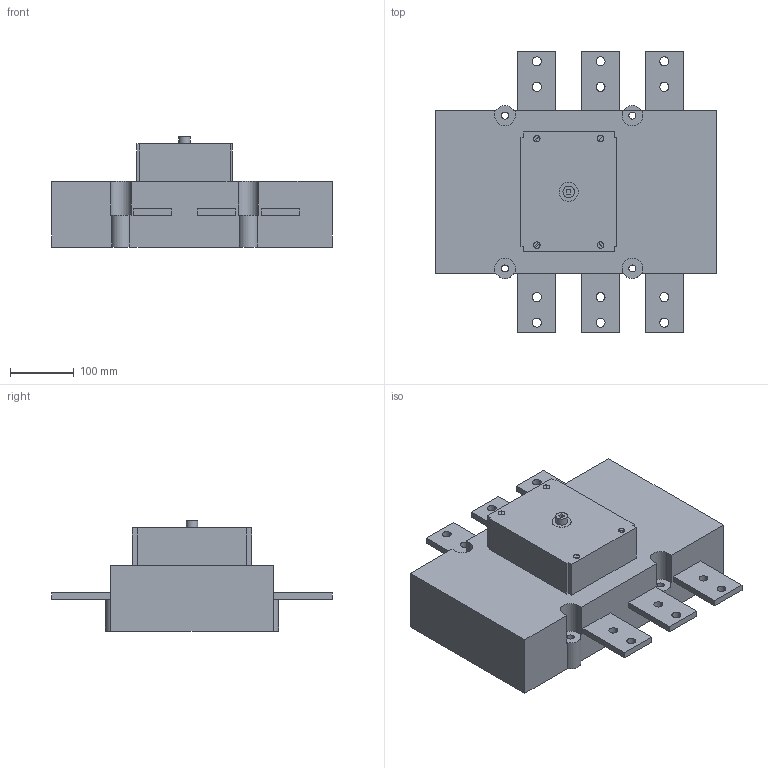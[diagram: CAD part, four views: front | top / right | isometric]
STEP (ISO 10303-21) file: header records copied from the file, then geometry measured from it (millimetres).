
FILE_DESCRIPTION(/* description */ (''),/* implementation_level */ '2;1');
FILE_NAME(/* name */ '3d_GE1600.stp',/* time_stamp */ '2018-10-08T14:57:24+02:00',/* author */ ('Andrzej'),/* organization */ (''),/* preprocessor_version */ 'ST-DEVELOPER v16.13',/* originating_system */ 'AutoCAD Mechanical',/* authorisation */ '');
FILE_SCHEMA (('AUTOMOTIVE_DESIGN { 1 0 10303 214 3 1 1 }'));
Length unit declared in the file: millimetre
Products named in the file (1): Product
Bounding box: 441 x 441 x 173 mm (x, y, z)
Volume: 13436488.8 mm3; surface area: 506752.3 mm2
Topology: 1 solids, 1 shells, 130 faces, 355 edges, 241 vertices
Faces by surface type: plane 100, cylinder 30
Full cylindrical faces by diameter (mm): 10 x4, 11 x4, 14.1 x12, 18 x1, 30 x1
Entity records: 4107 total; most frequent: CARTESIAN_POINT 722, DIRECTION 684, ORIENTED_EDGE 632, EDGE_CURVE 316, LINE 244, VECTOR 244, VERTEX_POINT 224, AXIS2_PLACEMENT_3D 220
